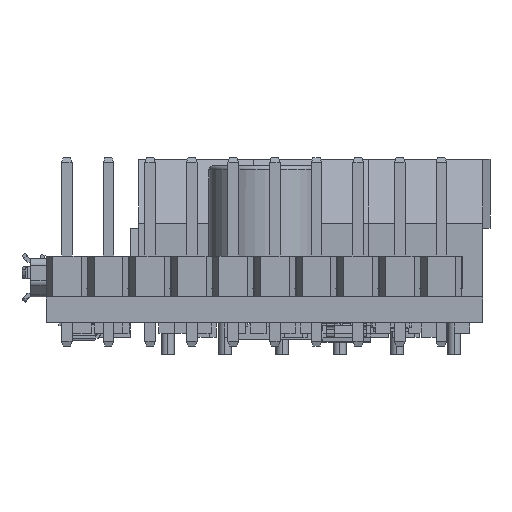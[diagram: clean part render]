
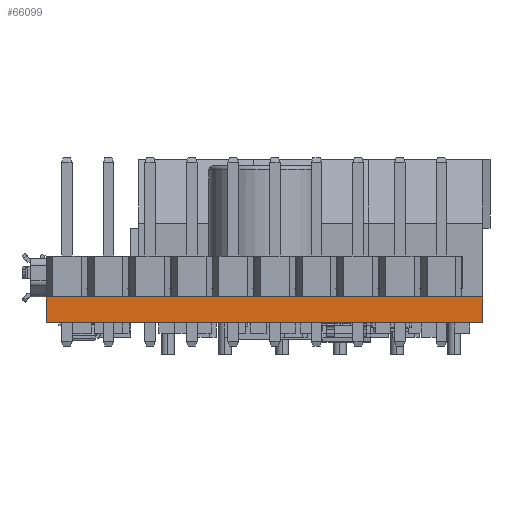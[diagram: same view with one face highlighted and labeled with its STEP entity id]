
A CAD part, left-side view. The second image highlights one B-rep face of the part: STEP entity #66099.
In plain terms, the highlighted planar face has unit normal (-1, 0, 0).
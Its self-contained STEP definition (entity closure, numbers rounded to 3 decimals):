
#1049 = CARTESIAN_POINT ( 'NONE',  ( 0., 0., 0. ) ) ;
#3080 = CARTESIAN_POINT ( 'NONE',  ( 0., 0., 1.575 ) ) ;
#5446 = VECTOR ( 'NONE', #127498, 1000. ) ;
#7428 = DIRECTION ( 'NONE',  ( 0., 0., -1. ) ) ;
#8363 = LINE ( 'NONE', #118497, #40037 ) ;
#8627 = ORIENTED_EDGE ( 'NONE', *, *, #85427, .T. ) ;
#12956 = ORIENTED_EDGE ( 'NONE', *, *, #38030, .F. ) ;
#28948 = ORIENTED_EDGE ( 'NONE', *, *, #70791, .F. ) ;
#29070 = LINE ( 'NONE', #76835, #5446 ) ;
#30085 = VERTEX_POINT ( 'NONE', #1049 ) ;
#31240 = PLANE ( 'NONE',  #122270 ) ;
#34984 = CARTESIAN_POINT ( 'NONE',  ( 0., 26.67, 0. ) ) ;
#36144 = CARTESIAN_POINT ( 'NONE',  ( 0., 0., 0. ) ) ;
#36515 = LINE ( 'NONE', #3080, #79211 ) ;
#38030 = EDGE_CURVE ( 'NONE', #30085, #76529, #118283, .T. ) ;
#40037 = VECTOR ( 'NONE', #7428, 1000. ) ;
#52482 = DIRECTION ( 'NONE',  ( 1., 0., 0. ) ) ;
#60483 = ORIENTED_EDGE ( 'NONE', *, *, #62968, .F. ) ;
#62968 = EDGE_CURVE ( 'NONE', #93745, #30085, #8363, .T. ) ;
#66099 = ADVANCED_FACE ( 'NONE', ( #101530 ), #31240, .F. ) ;
#70791 = EDGE_CURVE ( 'NONE', #76235, #93745, #36515, .T. ) ;
#74551 = DIRECTION ( 'NONE',  ( 0., -1., 0. ) ) ;
#76235 = VERTEX_POINT ( 'NONE', #106233 ) ;
#76529 = VERTEX_POINT ( 'NONE', #34984 ) ;
#76835 = CARTESIAN_POINT ( 'NONE',  ( 0., 26.67, 1.575 ) ) ;
#79211 = VECTOR ( 'NONE', #74551, 1000. ) ;
#81162 = CARTESIAN_POINT ( 'NONE',  ( 0., 0., 1.575 ) ) ;
#85427 = EDGE_CURVE ( 'NONE', #76235, #76529, #29070, .T. ) ;
#93745 = VERTEX_POINT ( 'NONE', #120805 ) ;
#101530 = FACE_OUTER_BOUND ( 'NONE', #129033, .T. ) ;
#101795 = DIRECTION ( 'NONE',  ( 0., 0., -1. ) ) ;
#106233 = CARTESIAN_POINT ( 'NONE',  ( 0., 26.67, 1.575 ) ) ;
#107311 = VECTOR ( 'NONE', #107943, 1000. ) ;
#107943 = DIRECTION ( 'NONE',  ( 0., 1., 0. ) ) ;
#118283 = LINE ( 'NONE', #36144, #107311 ) ;
#118497 = CARTESIAN_POINT ( 'NONE',  ( 0., 0., 1.575 ) ) ;
#120805 = CARTESIAN_POINT ( 'NONE',  ( 0., 0., 1.575 ) ) ;
#122270 = AXIS2_PLACEMENT_3D ( 'NONE', #81162, #52482, #101795 ) ;
#127498 = DIRECTION ( 'NONE',  ( 0., 0., -1. ) ) ;
#129033 = EDGE_LOOP ( 'NONE', ( #60483, #28948, #8627, #12956 ) ) ;
